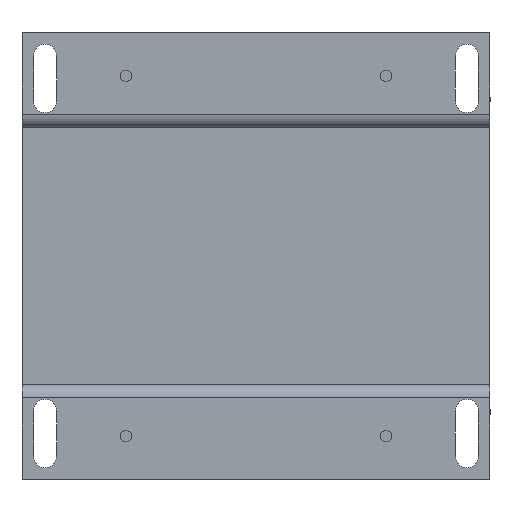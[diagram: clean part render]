
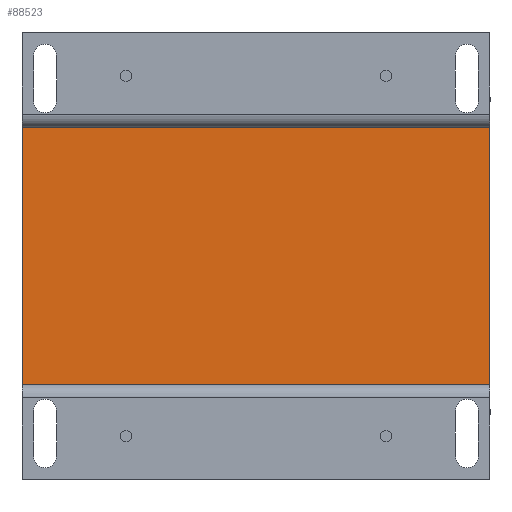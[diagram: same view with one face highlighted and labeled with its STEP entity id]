
A CAD part, front view. The second image highlights one B-rep face of the part: STEP entity #88523.
In plain terms, the highlighted planar face has unit normal (0, -1, 0).
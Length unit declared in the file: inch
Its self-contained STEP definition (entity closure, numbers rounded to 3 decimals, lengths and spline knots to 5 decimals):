
#6924 = CARTESIAN_POINT ( 'NONE',  ( 3.18898, -2.65748, 1.75197 ) ) ;
#9731 = FACE_OUTER_BOUND ( 'NONE', #49607, .T. ) ;
#10702 = VECTOR ( 'NONE', #109384, 39.37008 ) ;
#14631 = AXIS2_PLACEMENT_3D ( 'NONE', #107731, #86628, #66320 ) ;
#26149 = ORIENTED_EDGE ( 'NONE', *, *, #60907, .F. ) ;
#28065 = ORIENTED_EDGE ( 'NONE', *, *, #123258, .F. ) ;
#31357 = LINE ( 'NONE', #51662, #113610 ) ;
#34050 = VERTEX_POINT ( 'NONE', #79169 ) ;
#37601 = ORIENTED_EDGE ( 'NONE', *, *, #122149, .F. ) ;
#41513 = LINE ( 'NONE', #96383, #75346 ) ;
#46728 = EDGE_CURVE ( 'NONE', #87459, #34050, #31357, .T. ) ;
#48902 = VECTOR ( 'NONE', #80387, 39.37008 ) ;
#49607 = EDGE_LOOP ( 'NONE', ( #26149, #113204, #37601, #28065 ) ) ;
#51662 = CARTESIAN_POINT ( 'NONE',  ( -3.18898, -2.65748, 1.75197 ) ) ;
#60907 = EDGE_CURVE ( 'NONE', #34050, #128765, #79557, .T. ) ;
#61581 = DIRECTION ( 'NONE',  ( 1., 0., 0. ) ) ;
#66320 = DIRECTION ( 'NONE',  ( 0., 0., 1. ) ) ;
#75346 = VECTOR ( 'NONE', #126610, 39.37008 ) ;
#79169 = CARTESIAN_POINT ( 'NONE',  ( 3.18898, -2.65748, 1.75197 ) ) ;
#79557 = LINE ( 'NONE', #6924, #48902 ) ;
#80387 = DIRECTION ( 'NONE',  ( 0., 0., -1. ) ) ;
#86433 = LINE ( 'NONE', #108482, #10702 ) ;
#86628 = DIRECTION ( 'NONE',  ( 0., 1., 0. ) ) ;
#87459 = VERTEX_POINT ( 'NONE', #88631 ) ;
#88523 = ADVANCED_FACE ( 'NONE', ( #9731 ), #129452, .F. ) ;
#88631 = CARTESIAN_POINT ( 'NONE',  ( -3.18898, -2.65748, 1.75197 ) ) ;
#96383 = CARTESIAN_POINT ( 'NONE',  ( -3.18898, -2.65748, 1.75197 ) ) ;
#103331 = CARTESIAN_POINT ( 'NONE',  ( -3.18898, -2.65748, -1.75197 ) ) ;
#103451 = CARTESIAN_POINT ( 'NONE',  ( 3.18898, -2.65748, -1.75197 ) ) ;
#107731 = CARTESIAN_POINT ( 'NONE',  ( -3.18898, -2.65748, 1.75197 ) ) ;
#108482 = CARTESIAN_POINT ( 'NONE',  ( -3.18898, -2.65748, -1.75197 ) ) ;
#109384 = DIRECTION ( 'NONE',  ( -1., 0., 0. ) ) ;
#113204 = ORIENTED_EDGE ( 'NONE', *, *, #46728, .F. ) ;
#113610 = VECTOR ( 'NONE', #61581, 39.37008 ) ;
#120121 = VERTEX_POINT ( 'NONE', #103331 ) ;
#122149 = EDGE_CURVE ( 'NONE', #120121, #87459, #41513, .T. ) ;
#123258 = EDGE_CURVE ( 'NONE', #128765, #120121, #86433, .T. ) ;
#126610 = DIRECTION ( 'NONE',  ( 0., 0., 1. ) ) ;
#128765 = VERTEX_POINT ( 'NONE', #103451 ) ;
#129452 = PLANE ( 'NONE',  #14631 ) ;
